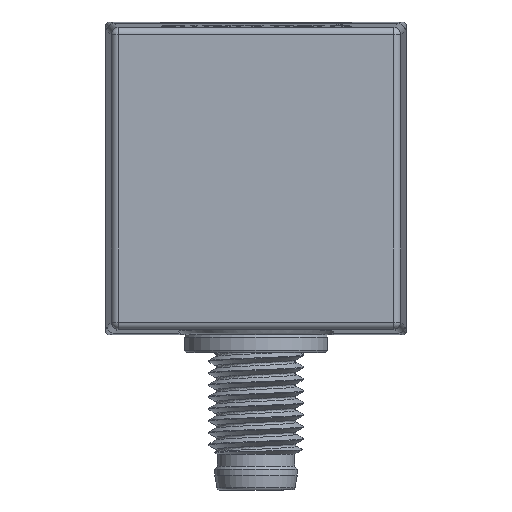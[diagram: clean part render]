
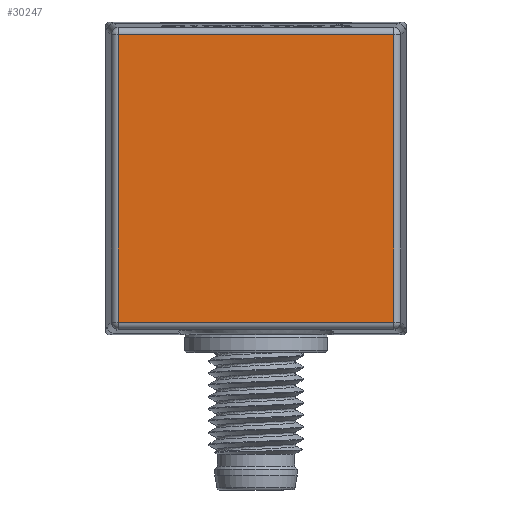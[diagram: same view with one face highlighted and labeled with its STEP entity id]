
A CAD part, front view. The second image highlights one B-rep face of the part: STEP entity #30247.
In plain terms, the highlighted planar face has unit normal (0, -1, 0).
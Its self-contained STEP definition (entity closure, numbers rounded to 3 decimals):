
#2813=FACE_OUTER_BOUND('',#4479,.T.);
#4479=EDGE_LOOP('',(#20486,#20487,#20488,#20489));
#6548=LINE('',#42620,#9346);
#6551=LINE('',#42635,#9349);
#6552=LINE('',#42637,#9350);
#6554=LINE('',#42640,#9352);
#9346=VECTOR('',#34082,23.078);
#9349=VECTOR('',#34103,24.078);
#9350=VECTOR('',#34106,23.078);
#9352=VECTOR('',#34110,24.078);
#12211=VERTEX_POINT('',#42611);
#12212=VERTEX_POINT('',#42615);
#12214=VERTEX_POINT('',#42623);
#12215=VERTEX_POINT('',#42630);
#15356=EDGE_CURVE('',#12211,#12212,#6548,.T.);
#15364=EDGE_CURVE('',#12212,#12215,#6551,.T.);
#15365=EDGE_CURVE('',#12215,#12214,#6552,.T.);
#15367=EDGE_CURVE('',#12214,#12211,#6554,.T.);
#20486=ORIENTED_EDGE('',*,*,#15356,.F.);
#20487=ORIENTED_EDGE('',*,*,#15367,.F.);
#20488=ORIENTED_EDGE('',*,*,#15365,.F.);
#20489=ORIENTED_EDGE('',*,*,#15364,.F.);
#27608=PLANE('',#31831);
#30247=ADVANCED_FACE('',(#2813),#27608,.T.);
#31831=AXIS2_PLACEMENT_3D('',#42663,#34124,#34125);
#34082=DIRECTION('',(-1.,0.,0.));
#34103=DIRECTION('',(0.,0.,1.));
#34106=DIRECTION('',(1.,0.,0.));
#34110=DIRECTION('',(0.,0.,-1.));
#34124=DIRECTION('center_axis',(0.,-1.,0.));
#34125=DIRECTION('ref_axis',(1.,0.,0.));
#42611=CARTESIAN_POINT('',(11.539,-63.5,-14.539));
#42615=CARTESIAN_POINT('',(-11.539,-63.5,-14.539));
#42620=CARTESIAN_POINT('',(6.3,-63.5,-14.539));
#42623=CARTESIAN_POINT('',(11.539,-63.5,9.539));
#42630=CARTESIAN_POINT('',(-11.539,-63.5,9.539));
#42635=CARTESIAN_POINT('',(-11.539,-63.5,-9.05));
#42637=CARTESIAN_POINT('',(-6.3,-63.5,9.539));
#42640=CARTESIAN_POINT('',(11.539,-63.5,4.05));
#42663=CARTESIAN_POINT('Origin',(0.,-63.5,
-2.5));
